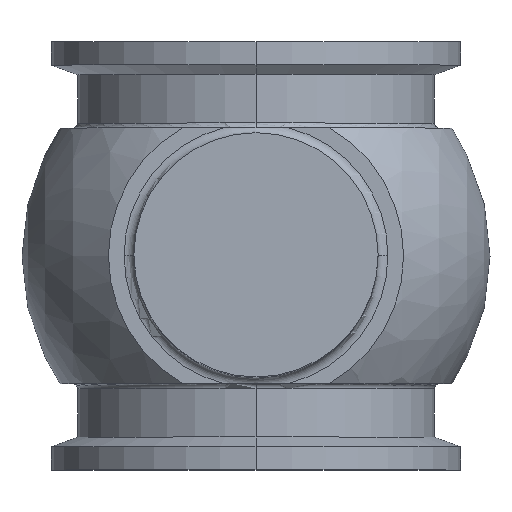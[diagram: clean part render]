
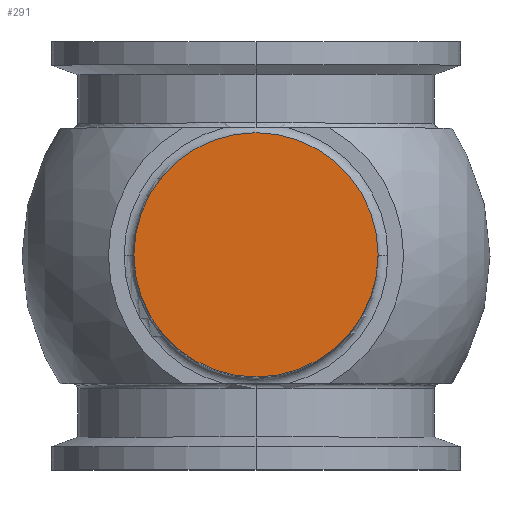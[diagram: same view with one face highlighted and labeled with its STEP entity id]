
A CAD part, top view. The second image highlights one B-rep face of the part: STEP entity #291.
In plain terms, the highlighted planar face has unit normal (0, 0, 1).
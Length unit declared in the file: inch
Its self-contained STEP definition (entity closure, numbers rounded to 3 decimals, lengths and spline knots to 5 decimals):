
#40 = ORIENTED_EDGE ( 'NONE', *, *, #673, .T. ) ;
#89 = EDGE_LOOP ( 'NONE', ( #619, #40 ) ) ;
#100 = PLANE ( 'NONE',  #834 ) ;
#125 = CARTESIAN_POINT ( 'NONE',  ( 0., 0., 4.015 ) ) ;
#188 = DIRECTION ( 'NONE',  ( 1., 0., 0. ) ) ;
#203 = DIRECTION ( 'NONE',  ( 1., 0., 0. ) ) ;
#291 = ADVANCED_FACE ( 'NONE', ( #770 ), #100, .T. ) ;
#399 = CARTESIAN_POINT ( 'NONE',  ( 0., 0., 4.015 ) ) ;
#422 = CARTESIAN_POINT ( 'NONE',  ( 0., 0., 4.015 ) ) ;
#501 = DIRECTION ( 'NONE',  ( 1., 0., 0. ) ) ;
#607 = EDGE_CURVE ( 'NONE', #794, #918, #627, .T. ) ;
#608 = CIRCLE ( 'NONE', #904, 0.75 ) ;
#619 = ORIENTED_EDGE ( 'NONE', *, *, #607, .T. ) ;
#625 = DIRECTION ( 'NONE',  ( 0., 0., 1. ) ) ;
#627 = CIRCLE ( 'NONE', #946, 0.75 ) ;
#639 = DIRECTION ( 'NONE',  ( 0., 0., 1. ) ) ;
#657 = CARTESIAN_POINT ( 'NONE',  ( -0.75, 0., 4.015 ) ) ;
#673 = EDGE_CURVE ( 'NONE', #918, #794, #608, .T. ) ;
#770 = FACE_OUTER_BOUND ( 'NONE', #89, .T. ) ;
#794 = VERTEX_POINT ( 'NONE', #839 ) ;
#834 = AXIS2_PLACEMENT_3D ( 'NONE', #399, #625, #188 ) ;
#839 = CARTESIAN_POINT ( 'NONE',  ( 0.75, 0., 4.015 ) ) ;
#904 = AXIS2_PLACEMENT_3D ( 'NONE', #422, #954, #501 ) ;
#918 = VERTEX_POINT ( 'NONE', #657 ) ;
#946 = AXIS2_PLACEMENT_3D ( 'NONE', #125, #639, #203 ) ;
#954 = DIRECTION ( 'NONE',  ( 0., 0., 1. ) ) ;
